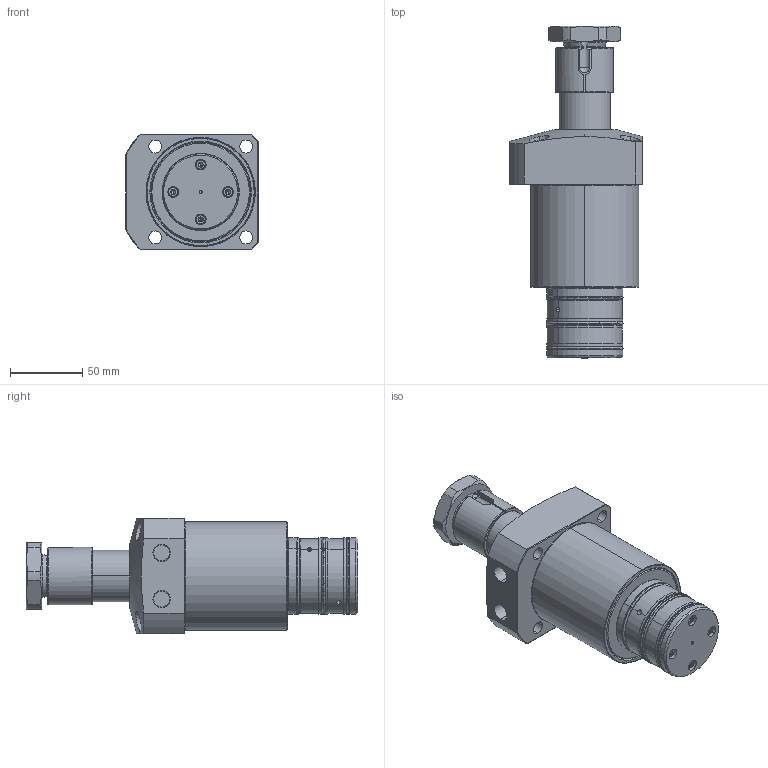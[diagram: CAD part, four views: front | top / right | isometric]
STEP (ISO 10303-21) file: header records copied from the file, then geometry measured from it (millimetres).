
FILE_DESCRIPTION (( 'STEP AP203' ), '1' );
FILE_NAME ('LHA0750-SRM.STEP', '2019-09-24T02:38:15', ( '微软用户' ), ( '微软中国' ), 'SwSTEP 2.0', 'SolidWorks 2012', '' );
FILE_SCHEMA (( 'CONFIG_CONTROL_DESIGN' ));
Length unit declared in the file: millimetre
Products named in the file (9): LHA0750-SRM; 6妏寠晅无倌_M4(45); LHA0750-玅帡椔溹; LHA0750-簸忣諍匏_; LHA0750-ů_; LHA0750-楓羔筳; LHA0750-D菛巍; LHA0750-咂衝椳紕_蹬怮椔); LHA0750-槭暌滀S(蹬怮椔)_1
Assembly tree (11 placements, depth 2):
  LHA0750-SRM
    LHA0750-槭暌滀S(蹬怮椔)_1
    LHA0750-咂衝椳紕_蹬怮椔)
    LHA0750-D菛巍
    LHA0750-楓羔筳
    LHA0750-ů_
    LHA0750-簸忣諍匏_
    LHA0750-玅帡椔溹
    6妏寠晅无倌_M4(45)  x4
Bounding box: 92 x 230 x 80 mm (x, y, z)
Volume: 748339.4 mm3; surface area: 102340.7 mm2
Topology: 14 solids, 14 shells, 459 faces, 995 edges, 587 vertices
Faces by surface type: plane 150, cylinder 143, cone 98, bspline 68
Entity records: 15470 total; most frequent: CARTESIAN_POINT 6490, DIRECTION 1689, ORIENTED_EDGE 1640, EDGE_CURVE 820, AXIS2_PLACEMENT_3D 709, VERTEX_POINT 506, EDGE_LOOP 428, CIRCLE 397
